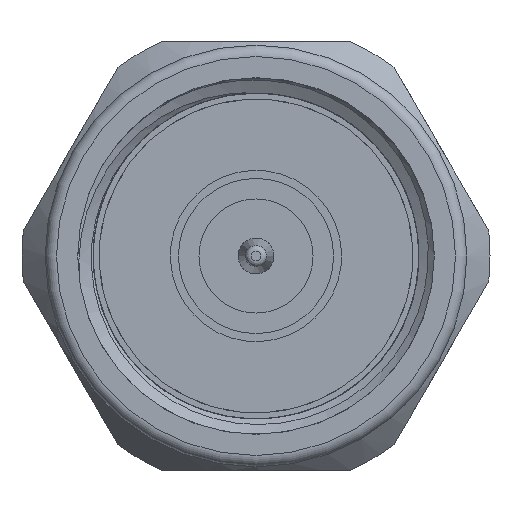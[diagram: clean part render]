
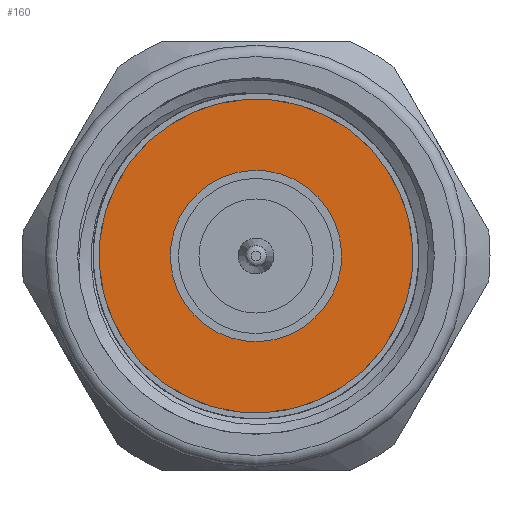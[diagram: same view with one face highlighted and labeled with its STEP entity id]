
A CAD part, left-side view. The second image highlights one B-rep face of the part: STEP entity #160.
In plain terms, the highlighted planar face has unit normal (-1, 0, 0).
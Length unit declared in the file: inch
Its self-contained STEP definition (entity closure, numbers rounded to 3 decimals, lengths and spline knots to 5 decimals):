
#113 = DIRECTION ( 'NONE',  ( -1., 0., 0. ) ) ;
#160 = ADVANCED_FACE ( 'NONE', ( #1696, #7696 ), #9198, .T. ) ;
#625 = VERTEX_POINT ( 'NONE', #8164 ) ;
#635 = DIRECTION ( 'NONE',  ( 0., -1., 0. ) ) ;
#905 = DIRECTION ( 'NONE',  ( 0., -1., 0. ) ) ;
#1381 = CARTESIAN_POINT ( 'NONE',  ( 0.38, 0., 0. ) ) ;
#1696 = FACE_OUTER_BOUND ( 'NONE', #3001, .T. ) ;
#2122 = CIRCLE ( 'NONE', #5963, 0.275 ) ;
#3001 = EDGE_LOOP ( 'NONE', ( #9853 ) ) ;
#3132 = CARTESIAN_POINT ( 'NONE',  ( 0.38, 0., 0. ) ) ;
#3237 = CIRCLE ( 'NONE', #4686, 0.15 ) ;
#3766 = EDGE_LOOP ( 'NONE', ( #7162 ) ) ;
#3773 = AXIS2_PLACEMENT_3D ( 'NONE', #6249, #113, #905 ) ;
#4686 = AXIS2_PLACEMENT_3D ( 'NONE', #1381, #9723, #635 ) ;
#5403 = DIRECTION ( 'NONE',  ( -1., 0., 0. ) ) ;
#5963 = AXIS2_PLACEMENT_3D ( 'NONE', #3132, #5403, #7502 ) ;
#6249 = CARTESIAN_POINT ( 'NONE',  ( 0.38, 0., 0. ) ) ;
#7162 = ORIENTED_EDGE ( 'NONE', *, *, #8146, .F. ) ;
#7502 = DIRECTION ( 'NONE',  ( 0., -1., 0. ) ) ;
#7519 = VERTEX_POINT ( 'NONE', #9613 ) ;
#7696 = FACE_BOUND ( 'NONE', #3766, .T. ) ;
#8067 = EDGE_CURVE ( 'NONE', #625, #625, #2122, .T. ) ;
#8146 = EDGE_CURVE ( 'NONE', #7519, #7519, #3237, .T. ) ;
#8164 = CARTESIAN_POINT ( 'NONE',  ( 0.38, -0.275, 0. ) ) ;
#9198 = PLANE ( 'NONE',  #3773 ) ;
#9613 = CARTESIAN_POINT ( 'NONE',  ( 0.38, -0.15, 0. ) ) ;
#9723 = DIRECTION ( 'NONE',  ( -1., 0., 0. ) ) ;
#9853 = ORIENTED_EDGE ( 'NONE', *, *, #8067, .T. ) ;
